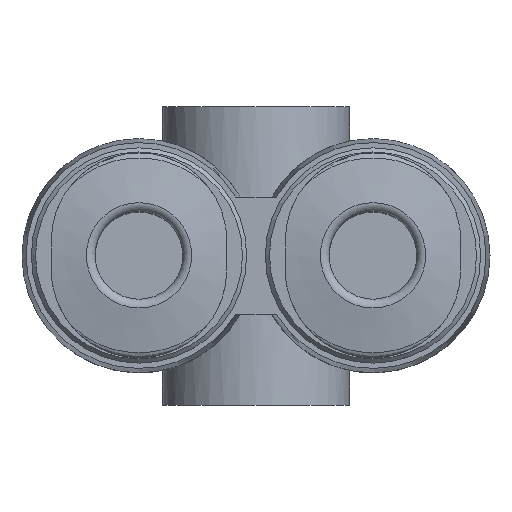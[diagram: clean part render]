
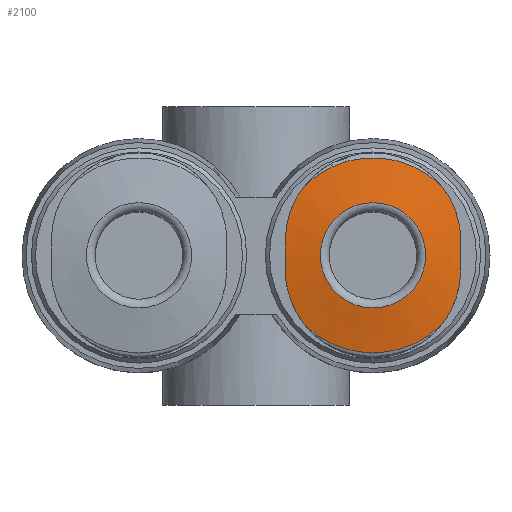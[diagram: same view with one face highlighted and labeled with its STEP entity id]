
A CAD part, top view. The second image highlights one B-rep face of the part: STEP entity #2100.
In plain terms, the highlighted conical face has half-angle 80 degrees and reference radius 1.8 mm.
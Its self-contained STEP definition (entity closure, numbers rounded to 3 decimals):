
#48=CONICAL_SURFACE('',#2286,1.8,1.396);
#102=B_SPLINE_CURVE_WITH_KNOTS('',3,(#3217,#3218,#3219,#3220),
 .UNSPECIFIED.,.F.,.F.,(4,4),(0.,0.002),
 .UNSPECIFIED.);
#105=B_SPLINE_CURVE_WITH_KNOTS('',3,(#3233,#3234,#3235,#3236),
 .UNSPECIFIED.,.F.,.F.,(4,4),(0.,0.002),
 .UNSPECIFIED.);
#106=B_SPLINE_CURVE_WITH_KNOTS('',3,(#3241,#3242,#3243,#3244),
 .UNSPECIFIED.,.F.,.F.,(4,4),(0.001,0.002),
 .UNSPECIFIED.);
#107=B_SPLINE_CURVE_WITH_KNOTS('',3,(#3248,#3249,#3250,#3251),
 .UNSPECIFIED.,.F.,.F.,(4,4),(0.,0.002),
 .UNSPECIFIED.);
#110=B_SPLINE_CURVE_WITH_KNOTS('',3,(#3264,#3265,#3266,#3267),
 .UNSPECIFIED.,.F.,.F.,(4,4),(0.,0.002),
 .UNSPECIFIED.);
#111=B_SPLINE_CURVE_WITH_KNOTS('',3,(#3270,#3271,#3272,#3273),
 .UNSPECIFIED.,.F.,.F.,(4,4),(0.001,0.002),
 .UNSPECIFIED.);
#557=ORIENTED_EDGE('',*,*,#780,.F.);
#558=ORIENTED_EDGE('',*,*,#771,.F.);
#559=ORIENTED_EDGE('',*,*,#776,.F.);
#560=ORIENTED_EDGE('',*,*,#766,.F.);
#561=ORIENTED_EDGE('',*,*,#781,.F.);
#562=ORIENTED_EDGE('',*,*,#763,.F.);
#563=ORIENTED_EDGE('',*,*,#769,.F.);
#564=ORIENTED_EDGE('',*,*,#774,.F.);
#565=ORIENTED_EDGE('',*,*,#779,.T.);
#763=EDGE_CURVE('',#920,#921,#102,.T.);
#766=EDGE_CURVE('',#923,#924,#105,.T.);
#769=EDGE_CURVE('',#925,#920,#106,.T.);
#771=EDGE_CURVE('',#926,#927,#107,.T.);
#774=EDGE_CURVE('',#929,#925,#110,.T.);
#776=EDGE_CURVE('',#924,#926,#111,.T.);
#779=EDGE_CURVE('',#932,#932,#1027,.T.);
#780=EDGE_CURVE('',#927,#929,#1028,.T.);
#781=EDGE_CURVE('',#921,#923,#1029,.T.);
#920=VERTEX_POINT('',#3221);
#921=VERTEX_POINT('',#3222);
#923=VERTEX_POINT('',#3232);
#924=VERTEX_POINT('',#3237);
#925=VERTEX_POINT('',#3245);
#926=VERTEX_POINT('',#3252);
#927=VERTEX_POINT('',#3253);
#929=VERTEX_POINT('',#3263);
#932=VERTEX_POINT('',#3282);
#1027=CIRCLE('',#2281,1.8);
#1028=CIRCLE('',#2283,3.335);
#1029=CIRCLE('',#2285,3.335);
#1162=EDGE_LOOP('',(#557,#558,#559,#560,#561,#562,#563,#564));
#1163=EDGE_LOOP('',(#565));
#1304=FACE_BOUND('',#1162,.T.);
#1305=FACE_BOUND('',#1163,.T.);
#2100=ADVANCED_FACE('',(#1304,#1305),#48,.T.);
#2281=AXIS2_PLACEMENT_3D('',#3281,#2662,#2663);
#2283=AXIS2_PLACEMENT_3D('',#3284,#2666,#2667);
#2285=AXIS2_PLACEMENT_3D('',#3286,#2670,#2671);
#2286=AXIS2_PLACEMENT_3D('',#3287,#2672,#2673);
#2662=DIRECTION('',(0.,0.,-1.));
#2663=DIRECTION('',(-1.,0.,0.));
#2666=DIRECTION('',(0.,0.,-1.));
#2667=DIRECTION('',(-1.,0.,0.));
#2670=DIRECTION('',(0.,0.,-1.));
#2671=DIRECTION('',(-1.,0.,0.));
#2672=DIRECTION('',(0.,0.,-1.));
#2673=DIRECTION('',(-1.,0.,0.));
#3217=CARTESIAN_POINT('',(7.,-0.5,12.981));
#3218=CARTESIAN_POINT('',(7.,-1.18,12.961));
#3219=CARTESIAN_POINT('',(6.769,-1.839,12.943));
#3220=CARTESIAN_POINT('',(6.346,-2.37,12.929));
#3221=CARTESIAN_POINT('',(7.,-0.5,12.981));
#3222=CARTESIAN_POINT('',(6.346,-2.37,12.929));
#3232=CARTESIAN_POINT('',(1.654,-2.37,12.929));
#3233=CARTESIAN_POINT('',(1.654,-2.37,12.929));
#3234=CARTESIAN_POINT('',(1.232,-1.84,12.943));
#3235=CARTESIAN_POINT('',(1.,-1.178,12.961));
#3236=CARTESIAN_POINT('',(1.,-0.5,12.981));
#3237=CARTESIAN_POINT('',(1.,-0.5,12.981));
#3241=CARTESIAN_POINT('',(7.,0.5,12.981));
#3242=CARTESIAN_POINT('',(7.,0.167,12.991));
#3243=CARTESIAN_POINT('',(7.,-0.167,12.991));
#3244=CARTESIAN_POINT('',(7.,-0.5,12.981));
#3245=CARTESIAN_POINT('',(7.,0.5,12.981));
#3248=CARTESIAN_POINT('',(1.,0.5,12.981));
#3249=CARTESIAN_POINT('',(1.,1.18,12.961));
#3250=CARTESIAN_POINT('',(1.231,1.839,12.943));
#3251=CARTESIAN_POINT('',(1.654,2.37,12.929));
#3252=CARTESIAN_POINT('',(1.,0.5,12.981));
#3253=CARTESIAN_POINT('',(1.654,2.37,12.929));
#3263=CARTESIAN_POINT('',(6.346,2.37,12.929));
#3264=CARTESIAN_POINT('',(6.346,2.37,12.929));
#3265=CARTESIAN_POINT('',(6.768,1.84,12.943));
#3266=CARTESIAN_POINT('',(7.,1.178,12.961));
#3267=CARTESIAN_POINT('',(7.,0.5,12.981));
#3270=CARTESIAN_POINT('',(1.,-0.5,12.981));
#3271=CARTESIAN_POINT('',(1.,-0.167,12.991));
#3272=CARTESIAN_POINT('',(1.,0.167,12.991));
#3273=CARTESIAN_POINT('',(1.,0.5,12.981));
#3281=CARTESIAN_POINT('',(4.,0.,13.2));
#3282=CARTESIAN_POINT('',(2.2,0.,13.2));
#3284=CARTESIAN_POINT('',(4.,0.,12.929));
#3286=CARTESIAN_POINT('',(4.,0.,12.929));
#3287=CARTESIAN_POINT('',(4.,0.,13.2));
